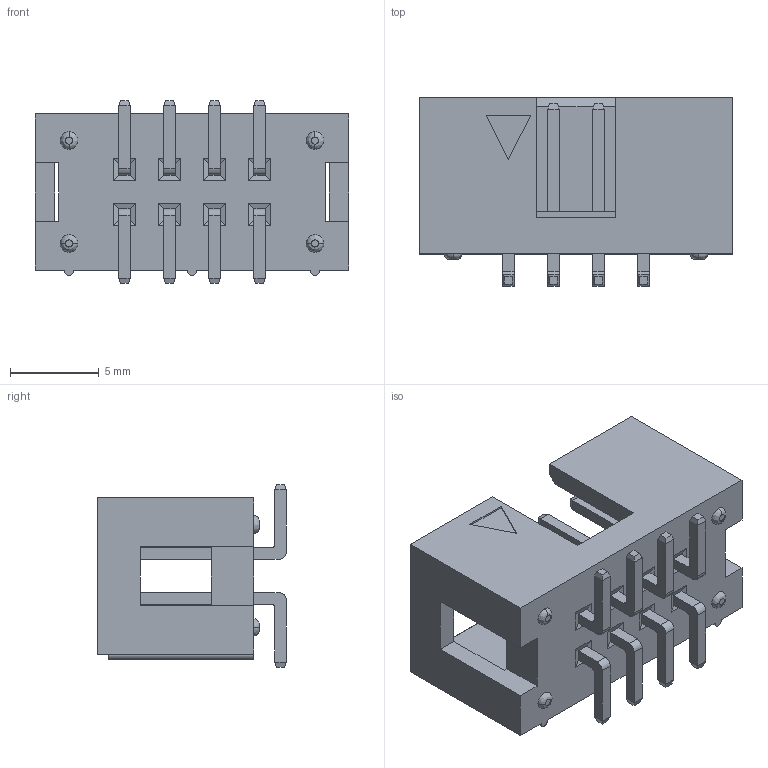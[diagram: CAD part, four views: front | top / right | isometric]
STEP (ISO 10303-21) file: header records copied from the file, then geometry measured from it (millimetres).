
FILE_DESCRIPTION (( 'STEP AP203' ), '1' );
FILE_NAME ('11093, SBH11-NBPC-D04-SM-_ _.STEP', '2015-09-02T07:15:33', ( 'LUANN HERRING' ), ( 'SULLINS' ), 'SwSTEP 2.0', 'SolidWorks 2015', '' );
FILE_SCHEMA (( 'CONFIG_CONTROL_DESIGN' ));
Length unit declared in the file: inch
Products named in the file (2): 11093, SBH11-NBPC-D04-SM-_ _
Bounding box: 17.66 x 10.62 x 10.3 mm (x, y, z)
Volume: 673.1 mm3; surface area: 1228.4 mm2
Topology: 1 solids, 1 shells, 267 faces, 648 edges, 396 vertices
Faces by surface type: plane 238, cylinder 21, bspline 8
Entity records: 7767 total; most frequent: CARTESIAN_POINT 1548, ORIENTED_EDGE 1296, DIRECTION 1148, EDGE_CURVE 648, VECTOR 516, LINE 516, VERTEX_POINT 396, AXIS2_PLACEMENT_3D 316
